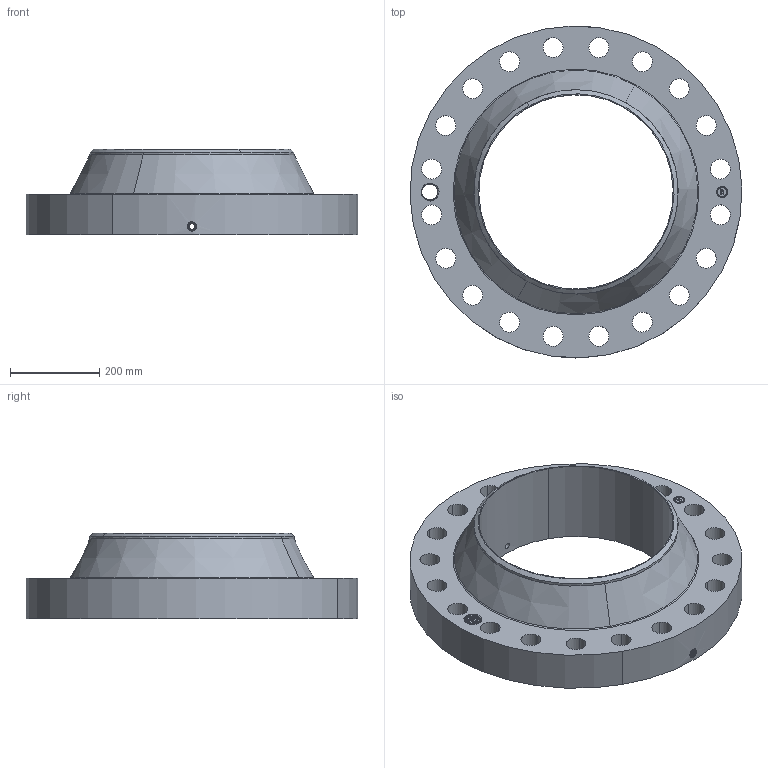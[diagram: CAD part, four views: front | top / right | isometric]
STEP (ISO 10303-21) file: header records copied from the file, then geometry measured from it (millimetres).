
FILE_DESCRIPTION(('3D STEP'),'2;1');
FILE_NAME('18-600-RTJ-WELD-NECK-30-ORIF-FLANGE.stp','2013-10-27T06:58:40+00:00',('Texas Flange'),(''),'CATIA Version 5 Release 20 SP 6 (IN-10)','CATIA V5 STEP AP214','800-826-3801');
FILE_SCHEMA(('AUTOMOTIVE_DESIGN { 1 0 10303 214 1 1 1 1 }'));
Length unit declared in the file: inch
Products named in the file (1): 18-600-RTJ-WELD-NECK-30-ORIF-FLANGE
Bounding box: 742.74 x 742.95 x 192.07 mm (x, y, z)
Volume: 27258393.5 mm3; surface area: 1382853.7 mm2
Topology: 1 solids, 1 shells, 881 faces, 2390 edges, 1531 vertices
Faces by surface type: plane 370, bspline 306, cylinder 142, cone 53, torus 6, revolution 4
Entity records: 38372 total; most frequent: CARTESIAN_POINT 17106, ORIENTED_EDGE 4780, EDGE_CURVE 2390, DIRECTION 2209, VERTEX_POINT 1531, VECTOR 1234, LINE 1234, B_SPLINE_CURVE_WITH_KNOTS 985
